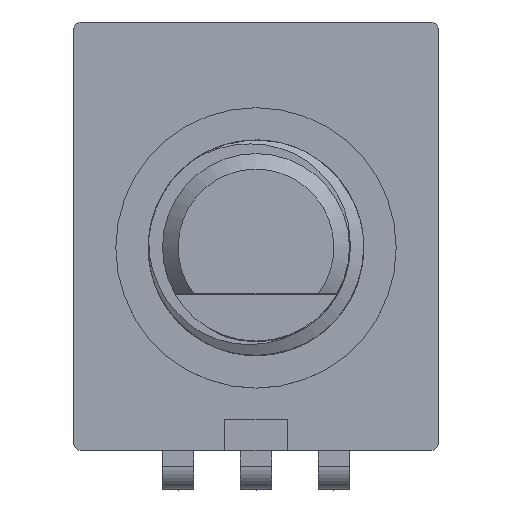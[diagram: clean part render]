
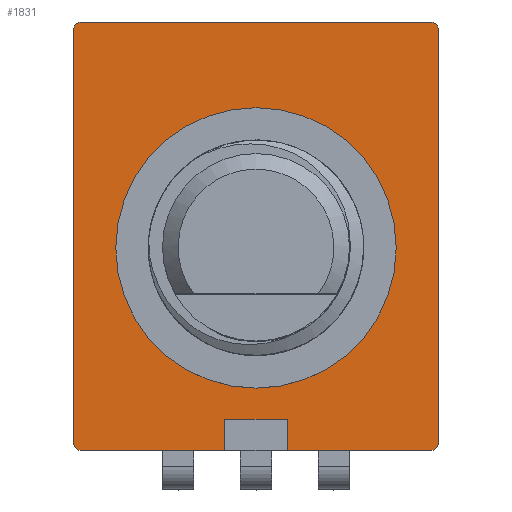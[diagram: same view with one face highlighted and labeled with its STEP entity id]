
A CAD part, top view. The second image highlights one B-rep face of the part: STEP entity #1831.
In plain terms, the highlighted planar face has unit normal (0, 0, 1).
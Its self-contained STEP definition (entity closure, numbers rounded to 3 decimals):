
#56=FACE_BOUND('',#269,.T.);
#73=PLANE('',#1998);
#157=FACE_OUTER_BOUND('',#268,.T.);
#268=EDGE_LOOP('',(#1365,#1366,#1367,#1368,#1369,#1370,#1371,#1372,#1373,
#1374,#1375,#1376));
#269=EDGE_LOOP('',(#1377));
#353=CIRCLE('',#1973,0.25);
#356=CIRCLE('',#1979,0.25);
#357=CIRCLE('',#1982,0.25);
#360=CIRCLE('',#1988,0.25);
#361=CIRCLE('',#1999,4.5);
#467=LINE('',#3152,#636);
#472=LINE('',#3167,#641);
#482=LINE('',#3191,#651);
#486=LINE('',#3198,#655);
#492=LINE('',#3213,#661);
#493=LINE('',#3216,#662);
#496=LINE('',#3222,#665);
#499=LINE('',#3227,#668);
#636=VECTOR('',#2198,10.);
#641=VECTOR('',#2213,10.);
#651=VECTOR('',#2231,10.);
#655=VECTOR('',#2235,10.);
#661=VECTOR('',#2259,10.);
#662=VECTOR('',#2262,10.);
#665=VECTOR('',#2267,10.);
#668=VECTOR('',#2272,10.);
#815=VERTEX_POINT('',#3131);
#816=VERTEX_POINT('',#3132);
#824=VERTEX_POINT('',#3150);
#827=VERTEX_POINT('',#3160);
#828=VERTEX_POINT('',#3161);
#829=VERTEX_POINT('',#3166);
#835=VERTEX_POINT('',#3180);
#838=VERTEX_POINT('',#3188);
#839=VERTEX_POINT('',#3190);
#842=VERTEX_POINT('',#3196);
#843=VERTEX_POINT('',#3215);
#845=VERTEX_POINT('',#3221);
#847=VERTEX_POINT('',#3231);
#1003=EDGE_CURVE('',#815,#816,#353,.T.);
#1013=EDGE_CURVE('',#815,#824,#467,.T.);
#1017=EDGE_CURVE('',#827,#828,#356,.T.);
#1020=EDGE_CURVE('',#829,#828,#472,.T.);
#1027=EDGE_CURVE('',#835,#824,#357,.T.);
#1032=EDGE_CURVE('',#839,#838,#482,.T.);
#1036=EDGE_CURVE('',#835,#842,#486,.T.);
#1039=EDGE_CURVE('',#829,#838,#360,.T.);
#1044=EDGE_CURVE('',#827,#816,#492,.T.);
#1045=EDGE_CURVE('',#843,#839,#493,.T.);
#1048=EDGE_CURVE('',#842,#845,#496,.T.);
#1051=EDGE_CURVE('',#845,#843,#499,.T.);
#1053=EDGE_CURVE('',#847,#847,#361,.T.);
#1365=ORIENTED_EDGE('',*,*,#1003,.F.);
#1366=ORIENTED_EDGE('',*,*,#1013,.T.);
#1367=ORIENTED_EDGE('',*,*,#1027,.F.);
#1368=ORIENTED_EDGE('',*,*,#1036,.T.);
#1369=ORIENTED_EDGE('',*,*,#1048,.T.);
#1370=ORIENTED_EDGE('',*,*,#1051,.T.);
#1371=ORIENTED_EDGE('',*,*,#1045,.T.);
#1372=ORIENTED_EDGE('',*,*,#1032,.T.);
#1373=ORIENTED_EDGE('',*,*,#1039,.F.);
#1374=ORIENTED_EDGE('',*,*,#1020,.T.);
#1375=ORIENTED_EDGE('',*,*,#1017,.F.);
#1376=ORIENTED_EDGE('',*,*,#1044,.T.);
#1377=ORIENTED_EDGE('',*,*,#1053,.T.);
#1831=ADVANCED_FACE('',(#157,#56),#73,.T.);
#1973=AXIS2_PLACEMENT_3D('',#3133,#2184,#2185);
#1979=AXIS2_PLACEMENT_3D('',#3162,#2207,#2208);
#1982=AXIS2_PLACEMENT_3D('',#3181,#2222,#2223);
#1988=AXIS2_PLACEMENT_3D('',#3203,#2243,#2244);
#1998=AXIS2_PLACEMENT_3D('',#3230,#2276,#2277);
#1999=AXIS2_PLACEMENT_3D('',#3232,#2278,#2279);
#2184=DIRECTION('center_axis',(0.,0.,-1.));
#2185=DIRECTION('ref_axis',(-0.707,0.707,0.));
#2198=DIRECTION('',(0.,-1.,0.));
#2207=DIRECTION('center_axis',(0.,0.,-1.));
#2208=DIRECTION('ref_axis',(0.707,0.707,0.));
#2213=DIRECTION('',(0.,1.,0.));
#2222=DIRECTION('center_axis',(0.,0.,-1.));
#2223=DIRECTION('ref_axis',(-0.707,-0.707,0.));
#2231=DIRECTION('',(1.,0.,0.));
#2235=DIRECTION('',(1.,0.,0.));
#2243=DIRECTION('center_axis',(0.,0.,-1.));
#2244=DIRECTION('ref_axis',(0.707,-0.707,0.));
#2259=DIRECTION('',(-1.,0.,0.));
#2262=DIRECTION('',(0.,-1.,0.));
#2267=DIRECTION('',(0.,1.,0.));
#2272=DIRECTION('',(1.,0.,0.));
#2276=DIRECTION('center_axis',(0.,0.,1.));
#2277=DIRECTION('ref_axis',(1.,0.,0.));
#2278=DIRECTION('center_axis',(0.,0.,-1.));
#2279=DIRECTION('ref_axis',(-1.,0.,0.));
#3131=CARTESIAN_POINT('',(-5.85,7.,6.));
#3132=CARTESIAN_POINT('',(-5.6,7.25,6.));
#3133=CARTESIAN_POINT('Origin',(-5.6,7.,6.));
#3150=CARTESIAN_POINT('',(-5.85,-6.25,6.));
#3152=CARTESIAN_POINT('',(-5.85,-6.5,6.));
#3160=CARTESIAN_POINT('',(5.6,7.25,6.));
#3161=CARTESIAN_POINT('',(5.85,7.,6.));
#3162=CARTESIAN_POINT('Origin',(5.6,7.,6.));
#3166=CARTESIAN_POINT('',(5.85,-6.25,6.));
#3167=CARTESIAN_POINT('',(5.85,7.25,6.));
#3180=CARTESIAN_POINT('',(-5.6,-6.5,6.));
#3181=CARTESIAN_POINT('Origin',(-5.6,-6.25,6.));
#3188=CARTESIAN_POINT('',(5.6,-6.5,6.));
#3190=CARTESIAN_POINT('',(1.,-6.5,6.));
#3191=CARTESIAN_POINT('',(5.85,-6.5,6.));
#3196=CARTESIAN_POINT('',(-1.,-6.5,6.));
#3198=CARTESIAN_POINT('',(5.85,-6.5,6.));
#3203=CARTESIAN_POINT('Origin',(5.6,-6.25,6.));
#3213=CARTESIAN_POINT('',(-5.85,7.25,6.));
#3215=CARTESIAN_POINT('',(1.,-5.5,6.));
#3216=CARTESIAN_POINT('',(1.,-3.062,6.));
#3221=CARTESIAN_POINT('',(-1.,-5.5,6.));
#3222=CARTESIAN_POINT('',(-1.,-2.562,6.));
#3227=CARTESIAN_POINT('',(0.5,-5.5,6.));
#3230=CARTESIAN_POINT('Origin',(0.,0.375,
6.));
#3231=CARTESIAN_POINT('',(4.5,0.,6.));
#3232=CARTESIAN_POINT('Origin',(0.,0.,6.));
